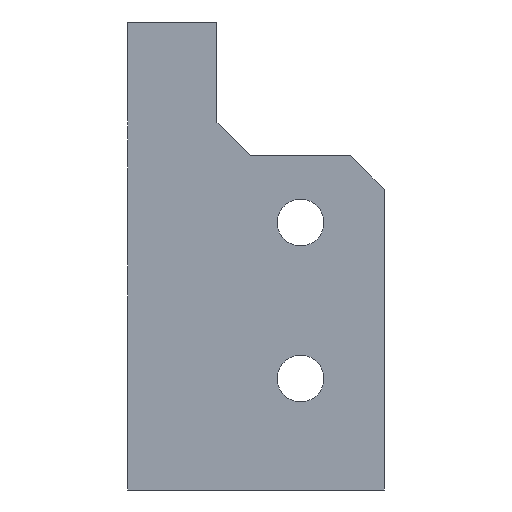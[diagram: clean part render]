
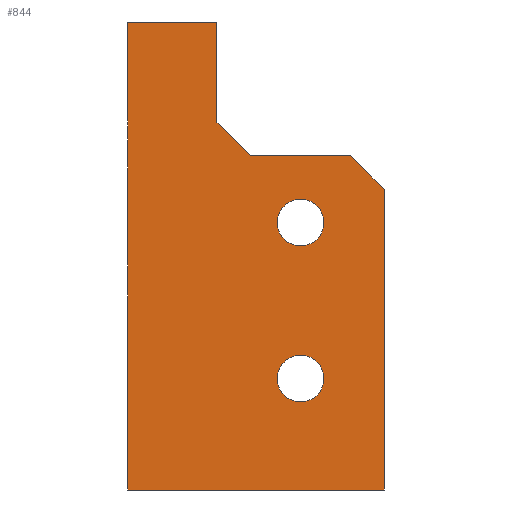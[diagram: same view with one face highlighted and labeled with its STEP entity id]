
A CAD part, left-side view. The second image highlights one B-rep face of the part: STEP entity #844.
In plain terms, the highlighted planar face has unit normal (-1, 0, 0).
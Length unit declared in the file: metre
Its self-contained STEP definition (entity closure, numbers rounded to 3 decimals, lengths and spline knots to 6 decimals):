
#32=CIRCLE('',#910,0.0021);
#34=CIRCLE('',#913,0.0021);
#91=ORIENTED_EDGE('',*,*,#300,.T.);
#92=ORIENTED_EDGE('',*,*,#298,.T.);
#93=ORIENTED_EDGE('',*,*,#327,.F.);
#94=ORIENTED_EDGE('',*,*,#328,.T.);
#95=ORIENTED_EDGE('',*,*,#329,.T.);
#96=ORIENTED_EDGE('',*,*,#330,.T.);
#97=ORIENTED_EDGE('',*,*,#305,.F.);
#98=ORIENTED_EDGE('',*,*,#331,.T.);
#99=ORIENTED_EDGE('',*,*,#332,.T.);
#100=ORIENTED_EDGE('',*,*,#333,.F.);
#298=EDGE_CURVE('',#416,#416,#32,.T.);
#300=EDGE_CURVE('',#418,#418,#34,.T.);
#305=EDGE_CURVE('',#423,#424,#491,.T.);
#327=EDGE_CURVE('',#445,#446,#510,.T.);
#328=EDGE_CURVE('',#445,#447,#511,.T.);
#329=EDGE_CURVE('',#447,#448,#512,.T.);
#330=EDGE_CURVE('',#448,#424,#513,.T.);
#331=EDGE_CURVE('',#423,#449,#514,.T.);
#332=EDGE_CURVE('',#449,#450,#515,.T.);
#333=EDGE_CURVE('',#446,#450,#516,.T.);
#416=VERTEX_POINT('',#1246);
#418=VERTEX_POINT('',#1251);
#423=VERTEX_POINT('',#1261);
#424=VERTEX_POINT('',#1263);
#445=VERTEX_POINT('',#1308);
#446=VERTEX_POINT('',#1309);
#447=VERTEX_POINT('',#1311);
#448=VERTEX_POINT('',#1313);
#449=VERTEX_POINT('',#1316);
#450=VERTEX_POINT('',#1318);
#491=LINE('',#1262,#585);
#510=LINE('',#1307,#604);
#511=LINE('',#1310,#605);
#512=LINE('',#1312,#606);
#513=LINE('',#1314,#607);
#514=LINE('',#1315,#608);
#515=LINE('',#1317,#609);
#516=LINE('',#1319,#610);
#585=VECTOR('',#1019,1.);
#604=VECTOR('',#1048,1.);
#605=VECTOR('',#1049,1.);
#606=VECTOR('',#1050,1.);
#607=VECTOR('',#1051,1.);
#608=VECTOR('',#1052,1.);
#609=VECTOR('',#1053,1.);
#610=VECTOR('',#1054,1.);
#684=EDGE_LOOP('',(#91));
#685=EDGE_LOOP('',(#92));
#686=EDGE_LOOP('',(#93,#94,#95,#96,#97,#98,#99,#100));
#749=FACE_BOUND('',#684,.T.);
#750=FACE_BOUND('',#685,.T.);
#751=FACE_BOUND('',#686,.T.);
#803=PLANE('',#921);
#844=ADVANCED_FACE('',(#749,#750,#751),#803,.F.);
#910=AXIS2_PLACEMENT_3D('',#1245,#1003,#1004);
#913=AXIS2_PLACEMENT_3D('',#1250,#1009,#1010);
#921=AXIS2_PLACEMENT_3D('',#1306,#1046,#1047);
#1003=DIRECTION('',(1.,0.,0.));
#1004=DIRECTION('',(0.,0.,1.));
#1009=DIRECTION('',(1.,0.,0.));
#1010=DIRECTION('',(0.,0.,1.));
#1019=DIRECTION('',(0.,0.,-1.));
#1046=DIRECTION('',(1.,0.,0.));
#1047=DIRECTION('',(0.,0.,1.));
#1048=DIRECTION('',(0.,0.,-1.));
#1049=DIRECTION('',(0.,0.707,0.707));
#1050=DIRECTION('',(0.,1.,0.));
#1051=DIRECTION('',(0.,0.707,0.707));
#1052=DIRECTION('',(0.,1.,0.));
#1053=DIRECTION('',(0.,0.,-1.));
#1054=DIRECTION('',(0.,1.,0.));
#1245=CARTESIAN_POINT('',(-0.088891,-0.0155,-0.042713));
#1246=CARTESIAN_POINT('',(-0.088891,-0.0155,-0.040613));
#1250=CARTESIAN_POINT('',(-0.088891,-0.0155,-0.056713));
#1251=CARTESIAN_POINT('',(-0.088891,-0.0155,-0.054613));
#1261=CARTESIAN_POINT('',(-0.088891,-0.008,-0.024713));
#1262=CARTESIAN_POINT('',(-0.088891,-0.008,-0.024713));
#1263=CARTESIAN_POINT('',(-0.088891,-0.008,-0.033713));
#1306=CARTESIAN_POINT('',(-0.088891,-0.008,-0.024713));
#1307=CARTESIAN_POINT('',(-0.088891,-0.023,-0.036713));
#1308=CARTESIAN_POINT('',(-0.088891,-0.023,-0.039713));
#1309=CARTESIAN_POINT('',(-0.088891,-0.023,-0.066713));
#1310=CARTESIAN_POINT('',(-0.088891,-0.023,-0.039713));
#1311=CARTESIAN_POINT('',(-0.088891,-0.02,-0.036713));
#1312=CARTESIAN_POINT('',(-0.088891,-0.023,-0.036713));
#1313=CARTESIAN_POINT('',(-0.088891,-0.011,-0.036713));
#1314=CARTESIAN_POINT('',(-0.088891,-0.0035,-0.029213));
#1315=CARTESIAN_POINT('',(-0.088891,-0.008,-0.024713));
#1316=CARTESIAN_POINT('',(-0.088891,0.,-0.024713));
#1317=CARTESIAN_POINT('',(-0.088891,0.,-0.024713));
#1318=CARTESIAN_POINT('',(-0.088891,0.,-0.066713));
#1319=CARTESIAN_POINT('',(-0.088891,-0.008,-0.066713));
